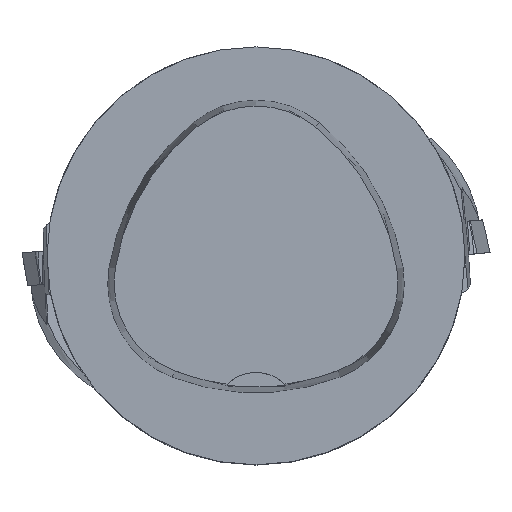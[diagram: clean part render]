
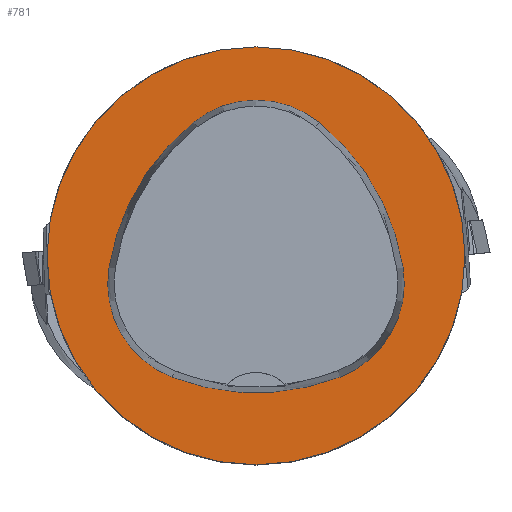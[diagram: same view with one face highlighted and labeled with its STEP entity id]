
A CAD part, top view. The second image highlights one B-rep face of the part: STEP entity #781.
In plain terms, the highlighted planar face has unit normal (0, 0, 1).
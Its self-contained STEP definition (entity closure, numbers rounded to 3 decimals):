
#329=FACE_BOUND('',#1320,.T.);
#330=FACE_BOUND('',#1321,.T.);
#579=CIRCLE('',#4145,25.);
#580=CIRCLE('',#4151,28.);
#582=CIRCLE('',#4154,12.);
#584=CIRCLE('',#4157,28.);
#586=CIRCLE('',#4160,12.);
#590=CIRCLE('',#4165,28.);
#592=CIRCLE('',#4168,12.);
#781=ADVANCED_FACE('',(#329,#330),#916,.T.);
#916=PLANE('',#4173);
#1320=EDGE_LOOP('',(#2287,#2288,#2289,#2290,#2291,#2292));
#1321=EDGE_LOOP('',(#2293));
#2287=ORIENTED_EDGE('',*,*,#3156,.T.);
#2288=ORIENTED_EDGE('',*,*,#3136,.T.);
#2289=ORIENTED_EDGE('',*,*,#3140,.T.);
#2290=ORIENTED_EDGE('',*,*,#3143,.T.);
#2291=ORIENTED_EDGE('',*,*,#3146,.T.);
#2292=ORIENTED_EDGE('',*,*,#3154,.T.);
#2293=ORIENTED_EDGE('',*,*,#3127,.F.);
#2645=VERTEX_POINT('',#7037);
#2654=VERTEX_POINT('',#7056);
#2655=VERTEX_POINT('',#7057);
#2658=VERTEX_POINT('',#7065);
#2660=VERTEX_POINT('',#7071);
#2662=VERTEX_POINT('',#7077);
#2669=VERTEX_POINT('',#7098);
#3127=EDGE_CURVE('',#2645,#2645,#579,.T.);
#3136=EDGE_CURVE('',#2654,#2655,#580,.T.);
#3140=EDGE_CURVE('',#2655,#2658,#582,.T.);
#3143=EDGE_CURVE('',#2658,#2660,#584,.T.);
#3146=EDGE_CURVE('',#2660,#2662,#586,.T.);
#3154=EDGE_CURVE('',#2662,#2669,#590,.T.);
#3156=EDGE_CURVE('',#2669,#2654,#592,.T.);
#4145=AXIS2_PLACEMENT_3D('',#7036,#4974,#4975);
#4151=AXIS2_PLACEMENT_3D('',#7055,#4990,#4991);
#4154=AXIS2_PLACEMENT_3D('',#7064,#4998,#4999);
#4157=AXIS2_PLACEMENT_3D('',#7070,#5005,#5006);
#4160=AXIS2_PLACEMENT_3D('',#7076,#5012,#5013);
#4165=AXIS2_PLACEMENT_3D('',#7099,#5024,#5025);
#4168=AXIS2_PLACEMENT_3D('',#7102,#5030,#5031);
#4173=AXIS2_PLACEMENT_3D('',#7107,#5040,#5041);
#4974=DIRECTION('',(0.,0.,-1.));
#4975=DIRECTION('',(-1.,0.,0.));
#4990=DIRECTION('',(0.,0.,-1.));
#4991=DIRECTION('',(-1.,0.,0.));
#4998=DIRECTION('',(0.,0.,-1.));
#4999=DIRECTION('',(-1.,0.,0.));
#5005=DIRECTION('',(0.,0.,-1.));
#5006=DIRECTION('',(-1.,0.,0.));
#5012=DIRECTION('',(0.,0.,-1.));
#5013=DIRECTION('',(-1.,0.,0.));
#5024=DIRECTION('',(0.,0.,-1.));
#5025=DIRECTION('',(-1.,0.,0.));
#5030=DIRECTION('',(0.,0.,-1.));
#5031=DIRECTION('',(-1.,0.,0.));
#5040=DIRECTION('',(0.,0.,1.));
#5041=DIRECTION('',(1.,0.,0.));
#7036=CARTESIAN_POINT('',(0.,0.,0.));
#7037=CARTESIAN_POINT('',(-25.,0.,0.));
#7055=CARTESIAN_POINT('',(10.068,-5.824,0.));
#7056=CARTESIAN_POINT('',(-17.584,-1.424,0.));
#7057=CARTESIAN_POINT('',(-7.531,15.953,0.));
#7064=CARTESIAN_POINT('',(0.011,6.62,0.));
#7065=CARTESIAN_POINT('',(7.567,15.942,0.));
#7070=CARTESIAN_POINT('',(-10.063,-5.81,0.));
#7071=CARTESIAN_POINT('',(17.59,-1.418,0.));
#7076=CARTESIAN_POINT('',(5.739,-3.3,0.));
#7077=CARTESIAN_POINT('',(10.05,-14.499,0.));
#7098=CARTESIAN_POINT('',(-10.025,-14.516,0.));
#7099=CARTESIAN_POINT('',(-0.01,11.631,0.));
#7102=CARTESIAN_POINT('',(-5.733,-3.31,0.));
#7107=CARTESIAN_POINT('',(0.,0.,0.));
